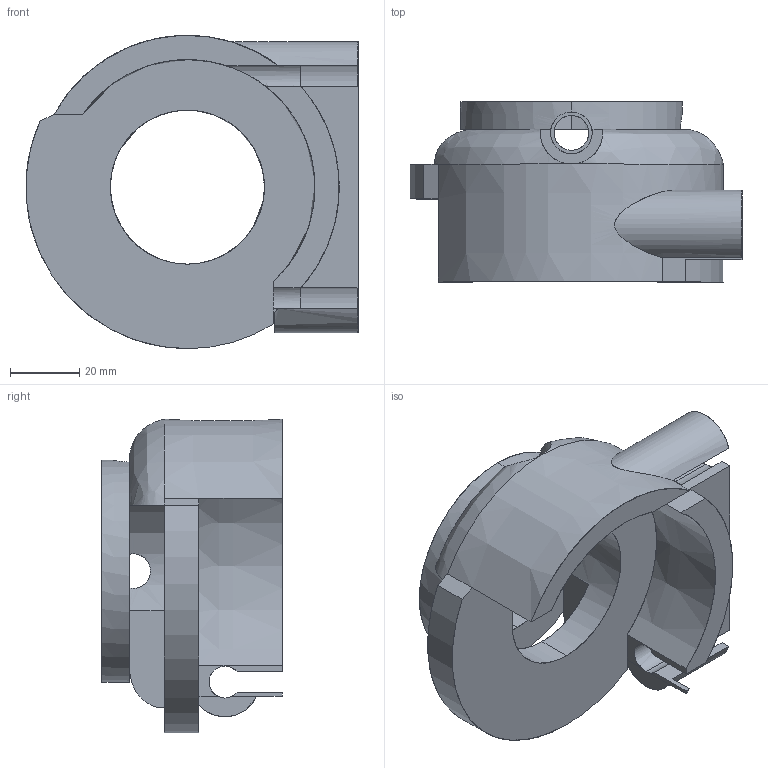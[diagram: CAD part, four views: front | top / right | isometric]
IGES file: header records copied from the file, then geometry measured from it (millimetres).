
Start section: SolidWorks IGES file using analytic representation for surfaces
Global section: file name: Guide poignée embrayage Gilera V 22-03-25.IGS; native system: SolidWorks 2018; preprocessor: SolidWorks 2018; author: HP; date: 220330.102920; units: millimetre
Bounding box: 95.75 x 52 x 90.4 mm (x, y, z)
Surface area: 32311.2 mm2 (no closed solid volume)
Topology: 0 solids, 0 shells, 73 faces, 1684 edges, 1684 vertices
Faces by surface type: revolution 39, bspline 34
